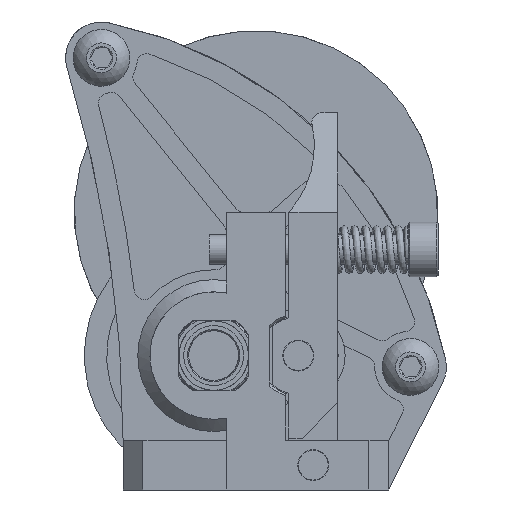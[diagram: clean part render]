
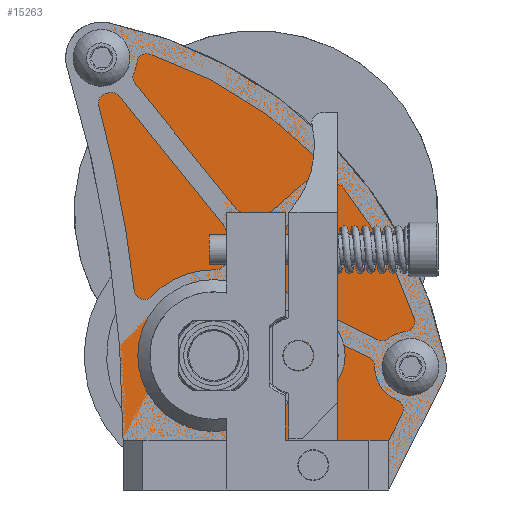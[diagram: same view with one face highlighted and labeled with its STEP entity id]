
A CAD part, front view. The second image highlights one B-rep face of the part: STEP entity #15263.
In plain terms, the highlighted planar face has unit normal (0, -1, 0).
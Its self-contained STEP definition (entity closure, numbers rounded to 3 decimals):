
#835=PLANE('',#17931);
#1379=CIRCLE('',#17928,7.625);
#1381=CIRCLE('',#17932,5.2);
#1382=CIRCLE('',#17933,6.625);
#1383=CIRCLE('',#17934,5.2);
#1384=CIRCLE('',#17935,3.6);
#1385=CIRCLE('',#17936,43.4);
#1386=CIRCLE('',#17937,3.6);
#1387=CIRCLE('',#17938,127.084);
#1388=CIRCLE('',#17939,1.6);
#1389=CIRCLE('',#17940,1.6);
#4495=ORIENTED_EDGE('',*,*,#7542,.T.);
#4496=ORIENTED_EDGE('',*,*,#7547,.T.);
#4497=ORIENTED_EDGE('',*,*,#7548,.T.);
#4498=ORIENTED_EDGE('',*,*,#7549,.F.);
#4499=ORIENTED_EDGE('',*,*,#7550,.T.);
#4500=ORIENTED_EDGE('',*,*,#7551,.T.);
#4501=ORIENTED_EDGE('',*,*,#7552,.T.);
#4502=ORIENTED_EDGE('',*,*,#7523,.F.);
#4503=ORIENTED_EDGE('',*,*,#7517,.F.);
#4504=ORIENTED_EDGE('',*,*,#7553,.F.);
#4505=ORIENTED_EDGE('',*,*,#7515,.F.);
#4506=ORIENTED_EDGE('',*,*,#7554,.F.);
#4507=ORIENTED_EDGE('',*,*,#7555,.F.);
#4508=ORIENTED_EDGE('',*,*,#7556,.F.);
#4509=ORIENTED_EDGE('',*,*,#7557,.F.);
#4510=ORIENTED_EDGE('',*,*,#7558,.F.);
#4511=ORIENTED_EDGE('',*,*,#7559,.F.);
#4512=ORIENTED_EDGE('',*,*,#7560,.F.);
#4513=ORIENTED_EDGE('',*,*,#7561,.F.);
#4514=ORIENTED_EDGE('',*,*,#7562,.F.);
#4515=ORIENTED_EDGE('',*,*,#7563,.F.);
#4516=ORIENTED_EDGE('',*,*,#7564,.T.);
#4517=ORIENTED_EDGE('',*,*,#7565,.T.);
#7515=EDGE_CURVE('',#9214,#9215,#10639,.T.);
#7517=EDGE_CURVE('',#9216,#9217,#10640,.T.);
#7523=EDGE_CURVE('',#9217,#9221,#10646,.T.);
#7542=EDGE_CURVE('',#9238,#9237,#1379,.T.);
#7547=EDGE_CURVE('',#9237,#9241,#10653,.T.);
#7548=EDGE_CURVE('',#9241,#9242,#10654,.T.);
#7549=EDGE_CURVE('',#9243,#9242,#10655,.T.);
#7550=EDGE_CURVE('',#9243,#9244,#1381,.F.);
#7551=EDGE_CURVE('',#9244,#9245,#1382,.T.);
#7552=EDGE_CURVE('',#9245,#9221,#1383,.F.);
#7553=EDGE_CURVE('',#9215,#9216,#10656,.T.);
#7554=EDGE_CURVE('',#9246,#9214,#10657,.T.);
#7555=EDGE_CURVE('',#9247,#9246,#10658,.T.);
#7556=EDGE_CURVE('',#9248,#9247,#1384,.T.);
#7557=EDGE_CURVE('',#9249,#9248,#1385,.T.);
#7558=EDGE_CURVE('',#9250,#9249,#1386,.T.);
#7559=EDGE_CURVE('',#9251,#9250,#1387,.T.);
#7560=EDGE_CURVE('',#9252,#9251,#10659,.T.);
#7561=EDGE_CURVE('',#9253,#9252,#10660,.T.);
#7562=EDGE_CURVE('',#9254,#9253,#10661,.T.);
#7563=EDGE_CURVE('',#9238,#9254,#10662,.T.);
#7564=EDGE_CURVE('',#9255,#9255,#1388,.T.);
#7565=EDGE_CURVE('',#9256,#9256,#1389,.T.);
#9214=VERTEX_POINT('',#28902);
#9215=VERTEX_POINT('',#28904);
#9216=VERTEX_POINT('',#28906);
#9217=VERTEX_POINT('',#28908);
#9221=VERTEX_POINT('',#28919);
#9237=VERTEX_POINT('',#28987);
#9238=VERTEX_POINT('',#28989);
#9241=VERTEX_POINT('',#29005);
#9242=VERTEX_POINT('',#29007);
#9243=VERTEX_POINT('',#29009);
#9244=VERTEX_POINT('',#29011);
#9245=VERTEX_POINT('',#29013);
#9246=VERTEX_POINT('',#29017);
#9247=VERTEX_POINT('',#29019);
#9248=VERTEX_POINT('',#29021);
#9249=VERTEX_POINT('',#29023);
#9250=VERTEX_POINT('',#29025);
#9251=VERTEX_POINT('',#29027);
#9252=VERTEX_POINT('',#29029);
#9253=VERTEX_POINT('',#29031);
#9254=VERTEX_POINT('',#29033);
#9255=VERTEX_POINT('',#29036);
#9256=VERTEX_POINT('',#29038);
#10639=LINE('',#28903,#11870);
#10640=LINE('',#28907,#11871);
#10646=LINE('',#28918,#11877);
#10653=LINE('',#29004,#11884);
#10654=LINE('',#29006,#11885);
#10655=LINE('',#29008,#11886);
#10656=LINE('',#29015,#11887);
#10657=LINE('',#29016,#11888);
#10658=LINE('',#29018,#11889);
#10659=LINE('',#29028,#11890);
#10660=LINE('',#29030,#11891);
#10661=LINE('',#29032,#11892);
#10662=LINE('',#29034,#11893);
#11870=VECTOR('',#21468,1000.);
#11871=VECTOR('',#21471,1000.);
#11877=VECTOR('',#21479,1000.);
#11884=VECTOR('',#21510,1000.);
#11885=VECTOR('',#21511,1000.);
#11886=VECTOR('',#21512,1000.);
#11887=VECTOR('',#21519,1000.);
#11888=VECTOR('',#21520,1000.);
#11889=VECTOR('',#21521,1000.);
#11890=VECTOR('',#21530,1000.);
#11891=VECTOR('',#21531,1000.);
#11892=VECTOR('',#21532,1000.);
#11893=VECTOR('',#21533,1000.);
#12874=EDGE_LOOP('',(#4495,#4496,#4497,#4498,#4499,#4500,#4501,#4502,#4503,
#4504,#4505,#4506,#4507,#4508,#4509,#4510,#4511,#4512,#4513,#4514,#4515));
#12875=EDGE_LOOP('',(#4516));
#12876=EDGE_LOOP('',(#4517));
#13966=FACE_BOUND('',#12874,.T.);
#13967=FACE_BOUND('',#12875,.T.);
#13968=FACE_BOUND('',#12876,.T.);
#15263=ADVANCED_FACE('',(#13966,#13967,#13968),#835,.F.);
#17928=AXIS2_PLACEMENT_3D('',#28988,#21501,#21502);
#17931=AXIS2_PLACEMENT_3D('',#29003,#21508,#21509);
#17932=AXIS2_PLACEMENT_3D('',#29010,#21513,#21514);
#17933=AXIS2_PLACEMENT_3D('',#29012,#21515,#21516);
#17934=AXIS2_PLACEMENT_3D('',#29014,#21517,#21518);
#17935=AXIS2_PLACEMENT_3D('',#29020,#21522,#21523);
#17936=AXIS2_PLACEMENT_3D('',#29022,#21524,#21525);
#17937=AXIS2_PLACEMENT_3D('',#29024,#21526,#21527);
#17938=AXIS2_PLACEMENT_3D('',#29026,#21528,#21529);
#17939=AXIS2_PLACEMENT_3D('',#29035,#21534,#21535);
#17940=AXIS2_PLACEMENT_3D('',#29037,#21536,#21537);
#21468=DIRECTION('',(-1.,0.,0.));
#21471=DIRECTION('',(-1.,0.,0.));
#21479=DIRECTION('',(0.,0.,1.));
#21501=DIRECTION('',(0.,1.,0.));
#21502=DIRECTION('',(0.,0.,1.));
#21508=DIRECTION('',(0.,1.,0.));
#21509=DIRECTION('',(0.,0.,1.));
#21510=DIRECTION('',(0.,0.,1.));
#21511=DIRECTION('',(1.,0.,0.));
#21512=DIRECTION('',(0.,0.,1.));
#21513=DIRECTION('',(0.,1.,0.));
#21514=DIRECTION('',(0.,0.,1.));
#21515=DIRECTION('',(0.,1.,0.));
#21516=DIRECTION('',(-1.,0.,0.));
#21517=DIRECTION('',(0.,1.,0.));
#21518=DIRECTION('',(0.,0.,1.));
#21519=DIRECTION('',(-1.,0.,0.));
#21520=DIRECTION('',(0.,0.,1.));
#21521=DIRECTION('',(-0.448,0.,-0.894));
#21522=DIRECTION('',(0.,1.,0.));
#21523=DIRECTION('',(-1.,0.,0.));
#21524=DIRECTION('',(0.,1.,0.));
#21525=DIRECTION('',(-1.,0.,0.));
#21526=DIRECTION('',(0.,1.,0.));
#21527=DIRECTION('',(-1.,0.,0.));
#21528=DIRECTION('',(0.,-1.,0.));
#21529=DIRECTION('',(-1.,0.,0.));
#21530=DIRECTION('',(-1.,0.,0.));
#21531=DIRECTION('',(-1.,0.,0.));
#21532=DIRECTION('',(-1.,0.,0.));
#21533=DIRECTION('',(0.,0.,-1.));
#21534=DIRECTION('',(0.,1.,0.));
#21535=DIRECTION('',(-1.,0.,0.));
#21536=DIRECTION('',(0.,1.,0.));
#21537=DIRECTION('',(-1.,0.,0.));
#28902=CARTESIAN_POINT('',(13.35,13.2,-8.5));
#28903=CARTESIAN_POINT('',(13.35,13.2,-8.5));
#28904=CARTESIAN_POINT('',(11.072,13.2,-8.5));
#28906=CARTESIAN_POINT('',(7.928,13.2,-8.5));
#28907=CARTESIAN_POINT('',(13.35,13.2,-8.5));
#28908=CARTESIAN_POINT('',(3.,13.2,-8.5));
#28918=CARTESIAN_POINT('',(3.,13.2,29.906));
#28919=CARTESIAN_POINT('',(3.,13.2,-5.048));
#28987=CARTESIAN_POINT('',(-3.,13.2,7.522));
#28988=CARTESIAN_POINT('',(-4.25,13.2,0.));
#28989=CARTESIAN_POINT('',(-3.,13.2,-7.522));
#29003=CARTESIAN_POINT('',(-15.521,13.2,29.906));
#29004=CARTESIAN_POINT('',(-3.,13.2,6.4));
#29005=CARTESIAN_POINT('',(-3.,13.2,14.4));
#29006=CARTESIAN_POINT('',(-3.,13.2,14.4));
#29007=CARTESIAN_POINT('',(3.,13.2,14.4));
#29008=CARTESIAN_POINT('',(3.,13.2,29.906));
#29009=CARTESIAN_POINT('',(3.,13.2,5.048));
#29010=CARTESIAN_POINT('',(4.25,13.2,0.));
#29011=CARTESIAN_POINT('',(0.991,13.2,4.052));
#29012=CARTESIAN_POINT('',(-4.25,13.2,0.));
#29013=CARTESIAN_POINT('',(0.991,13.2,-4.052));
#29014=CARTESIAN_POINT('',(4.25,13.2,0.));
#29015=CARTESIAN_POINT('',(13.35,13.2,-8.5));
#29016=CARTESIAN_POINT('',(13.35,13.2,-13.5));
#29017=CARTESIAN_POINT('',(13.35,13.2,-13.5));
#29018=CARTESIAN_POINT('',(18.739,13.2,-2.749));
#29019=CARTESIAN_POINT('',(18.739,13.2,-2.749));
#29020=CARTESIAN_POINT('',(15.521,13.2,-1.136));
#29021=CARTESIAN_POINT('',(19.048,13.2,-0.416));
#29022=CARTESIAN_POINT('',(-23.476,13.2,-9.091));
#29023=CARTESIAN_POINT('',(-14.801,13.2,33.434));
#29024=CARTESIAN_POINT('',(-15.521,13.2,29.906));
#29025=CARTESIAN_POINT('',(-18.962,13.2,28.848));
#29026=CARTESIAN_POINT('',(-140.434,13.2,-8.5));
#29027=CARTESIAN_POINT('',(-13.35,13.2,-8.5));
#29028=CARTESIAN_POINT('',(13.35,13.2,-8.5));
#29029=CARTESIAN_POINT('',(-11.072,13.2,-8.5));
#29030=CARTESIAN_POINT('',(13.35,13.2,-8.5));
#29031=CARTESIAN_POINT('',(-7.928,13.2,-8.5));
#29032=CARTESIAN_POINT('',(13.35,13.2,-8.5));
#29033=CARTESIAN_POINT('',(-3.,13.2,-8.5));
#29034=CARTESIAN_POINT('',(-3.,13.2,-6.4));
#29035=CARTESIAN_POINT('',(15.521,13.2,-1.136));
#29036=CARTESIAN_POINT('',(13.921,13.2,-1.136));
#29037=CARTESIAN_POINT('',(-15.521,13.2,29.906));
#29038=CARTESIAN_POINT('',(-17.121,13.2,29.906));
